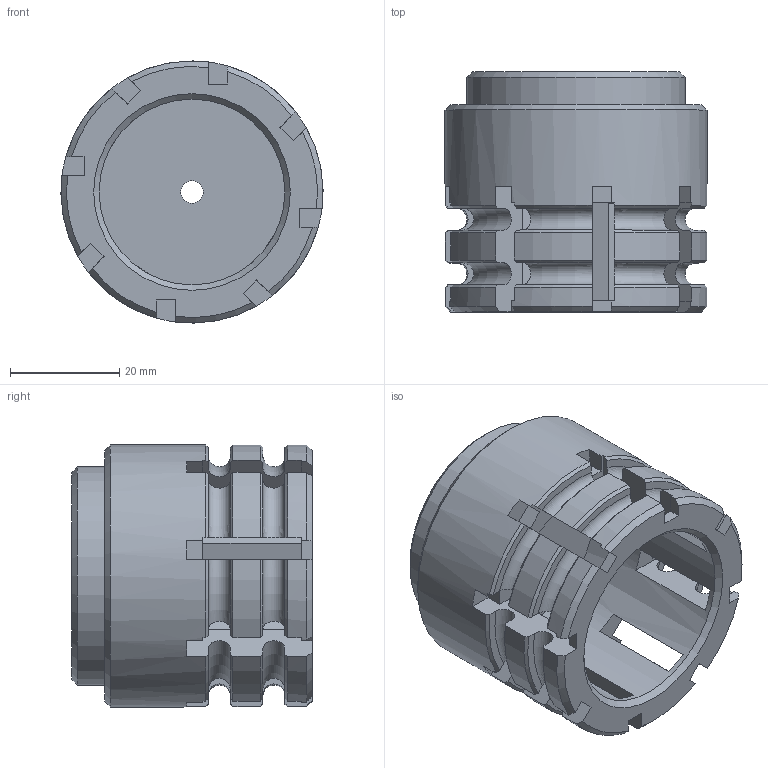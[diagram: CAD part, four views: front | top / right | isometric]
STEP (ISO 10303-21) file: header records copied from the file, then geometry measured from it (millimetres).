
FILE_DESCRIPTION(/* description */ (''),/* implementation_level */ '2;1');
FILE_NAME(/* name */ 'tête.stp',/* time_stamp */ '2018-03-09T17:18:49+01:00',/* author */ ('COMMANDES PRO'),/* organization */ (''),/* preprocessor_version */ 'ST-DEVELOPER v16.13',/* originating_system */ 'Autodesk Inventor 2018',/* authorisation */ '');
FILE_SCHEMA (('AUTOMOTIVE_DESIGN { 1 0 10303 214 3 1 1 }'));
Length unit declared in the file: millimetre
Products named in the file (1): tête
Bounding box: 48 x 44 x 48 mm (x, y, z)
Volume: 39043.9 mm3; surface area: 15341 mm2
Topology: 1 solids, 1 shells, 187 faces, 587 edges, 396 vertices
Faces by surface type: plane 108, cone 43, cylinder 20, torus 16
Full cylindrical faces by diameter (mm): 4.134 x1, 34 x1, 40 x1, 48 x1
Entity records: 6881 total; most frequent: CARTESIAN_POINT 1720, ORIENTED_EDGE 1156, DIRECTION 1036, EDGE_CURVE 578, VERTEX_POINT 394, AXIS2_PLACEMENT_3D 374, LINE 288, VECTOR 288
